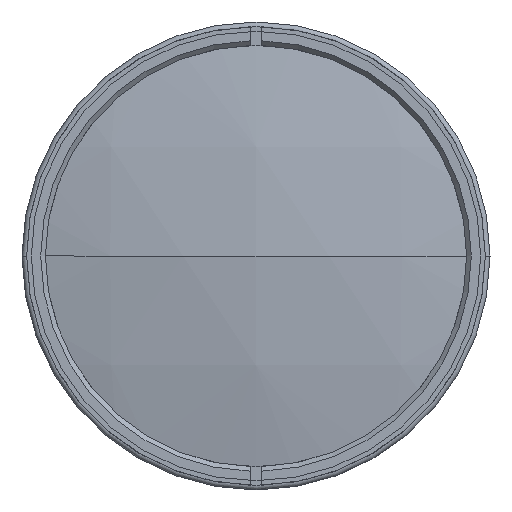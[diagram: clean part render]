
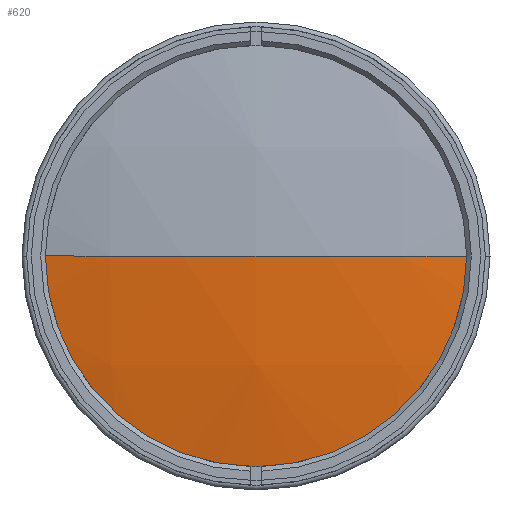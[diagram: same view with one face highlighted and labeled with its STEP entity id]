
A CAD part, left-side view. The second image highlights one B-rep face of the part: STEP entity #620.
In plain terms, the highlighted spherical face has radius 224 mm.
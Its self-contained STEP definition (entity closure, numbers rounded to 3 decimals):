
#19 = ORIENTED_EDGE ( 'NONE', *, *, #1006, .T. ) ;
#56 = ORIENTED_EDGE ( 'NONE', *, *, #1542, .F. ) ;
#212 = AXIS2_PLACEMENT_3D ( 'NONE', #2601, #1899, #1430 ) ;
#311 = DIRECTION ( 'NONE',  ( 0., 0., -1. ) ) ;
#567 = CARTESIAN_POINT ( 'NONE',  ( 36.615, 0., 0. ) ) ;
#619 = ORIENTED_EDGE ( 'NONE', *, *, #828, .T. ) ;
#620 = ADVANCED_FACE ( 'NONE', ( #1001 ), #1239, .T. ) ;
#728 = CIRCLE ( 'NONE', #2803, 224. ) ;
#743 = CARTESIAN_POINT ( 'NONE',  ( -187.385, 0., 0. ) ) ;
#828 = EDGE_CURVE ( 'NONE', #2431, #2027, #2881, .T. ) ;
#883 = DIRECTION ( 'NONE',  ( 0., -1., 0. ) ) ;
#1001 = FACE_OUTER_BOUND ( 'NONE', #1722, .T. ) ;
#1006 = EDGE_CURVE ( 'NONE', #2572, #2431, #1021, .T. ) ;
#1021 = CIRCLE ( 'NONE', #1464, 46.5 ) ;
#1239 = SPHERICAL_SURFACE ( 'NONE', #1744, 224. ) ;
#1430 = DIRECTION ( 'NONE',  ( 0., 1., 0. ) ) ;
#1464 = AXIS2_PLACEMENT_3D ( 'NONE', #2900, #2195, #2911 ) ;
#1542 = EDGE_CURVE ( 'NONE', #2572, #2027, #728, .T. ) ;
#1722 = EDGE_LOOP ( 'NONE', ( #19, #619, #56 ) ) ;
#1744 = AXIS2_PLACEMENT_3D ( 'NONE', #567, #311, #2185 ) ;
#1899 = DIRECTION ( 'NONE',  ( 0., 0., -1. ) ) ;
#1916 = CARTESIAN_POINT ( 'NONE',  ( -182.505, -46.5, 0. ) ) ;
#2027 = VERTEX_POINT ( 'NONE', #743 ) ;
#2052 = CARTESIAN_POINT ( 'NONE',  ( 36.615, 0., 0. ) ) ;
#2185 = DIRECTION ( 'NONE',  ( 0., 1., 0. ) ) ;
#2195 = DIRECTION ( 'NONE',  ( -1., 0., 0. ) ) ;
#2431 = VERTEX_POINT ( 'NONE', #1916 ) ;
#2458 = CARTESIAN_POINT ( 'NONE',  ( -182.505, 46.5, 0. ) ) ;
#2572 = VERTEX_POINT ( 'NONE', #2458 ) ;
#2601 = CARTESIAN_POINT ( 'NONE',  ( 36.615, 0., 0. ) ) ;
#2803 = AXIS2_PLACEMENT_3D ( 'NONE', #2052, #2988, #883 ) ;
#2881 = CIRCLE ( 'NONE', #212, 224. ) ;
#2900 = CARTESIAN_POINT ( 'NONE',  ( -182.505, 0., 0. ) ) ;
#2911 = DIRECTION ( 'NONE',  ( 0., 0., 1. ) ) ;
#2988 = DIRECTION ( 'NONE',  ( 0., 0., 1. ) ) ;
